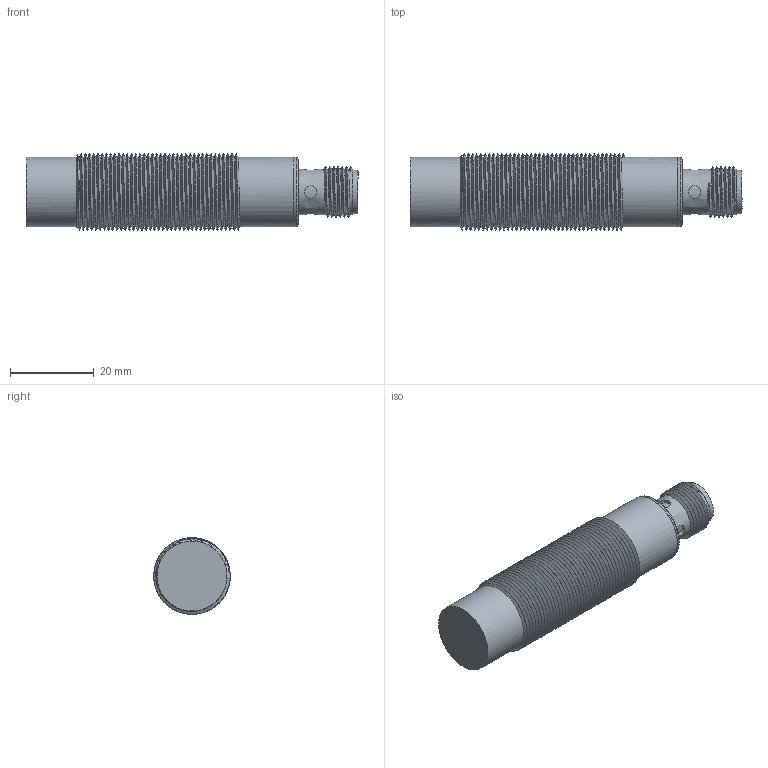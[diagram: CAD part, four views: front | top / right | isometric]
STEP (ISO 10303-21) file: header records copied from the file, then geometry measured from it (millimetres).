
FILE_DESCRIPTION(('FreeCAD Model'),'2;1');
FILE_NAME('FCM1-1805X-XUL3.stp','2021-12-07T14:30:34',( 'Author'),(''),'Open CASCADE STEP processor 7.3','FreeCAD','Unknown' );
FILE_SCHEMA(('AUTOMOTIVE_DESIGN { 1 0 10303 214 1 1 1 1 }'));
Length unit declared in the file: millimetre
Products named in the file (1): FCM1-1805X-XUL3
Bounding box: 79.3 x 18.26 x 18.26 mm (x, y, z)
Volume: 15671.8 mm3; surface area: 6847.1 mm2
Topology: 1 solids, 4 shells, 90 faces, 687 edges, 1934 vertices
Faces by surface type: bspline 90
Entity records: 18450 total; most frequent: CARTESIAN_POINT 13665, B_SPLINE_CURVE_WITH_KNOTS 656, GEOMETRIC_CURVE_SET 457, ORIENTED_EDGE 453, PCURVE 453, DEFINITIONAL_REPRESENTATION 453, TRIMMED_CURVE 453, EDGE_CURVE 228
